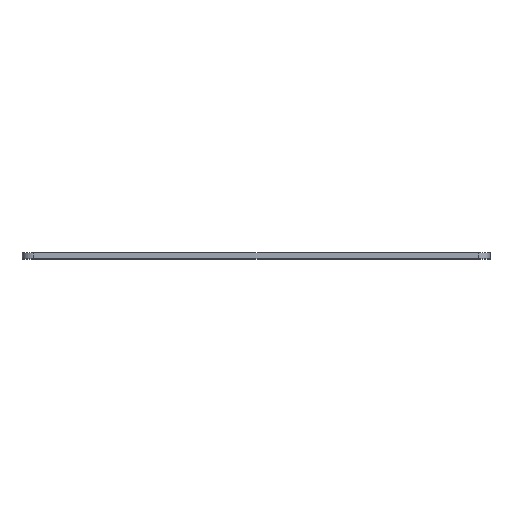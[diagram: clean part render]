
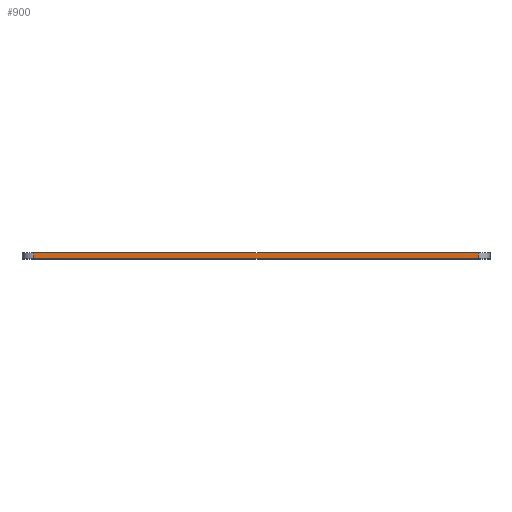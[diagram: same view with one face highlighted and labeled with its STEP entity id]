
A CAD part, top view. The second image highlights one B-rep face of the part: STEP entity #900.
In plain terms, the highlighted planar face has unit normal (0, 0, 1).
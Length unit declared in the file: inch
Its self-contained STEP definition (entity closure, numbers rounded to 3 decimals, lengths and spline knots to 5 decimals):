
#74=PLANE('',#1004);
#116=FACE_OUTER_BOUND('',#178,.T.);
#178=EDGE_LOOP('',(#793,#794,#795,#796));
#272=LINE('',#1471,#352);
#277=LINE('',#1486,#357);
#278=LINE('',#1490,#358);
#279=LINE('',#1492,#359);
#352=VECTOR('',#1222,0.3937);
#357=VECTOR('',#1239,0.3937);
#358=VECTOR('',#1244,0.3937);
#359=VECTOR('',#1247,0.3937);
#474=VERTEX_POINT('',#1468);
#475=VERTEX_POINT('',#1470);
#479=VERTEX_POINT('',#1484);
#480=VERTEX_POINT('',#1488);
#588=EDGE_CURVE('',#475,#474,#272,.T.);
#596=EDGE_CURVE('',#479,#474,#277,.T.);
#598=EDGE_CURVE('',#475,#480,#278,.T.);
#599=EDGE_CURVE('',#480,#479,#279,.T.);
#793=ORIENTED_EDGE('',*,*,#596,.F.);
#794=ORIENTED_EDGE('',*,*,#599,.F.);
#795=ORIENTED_EDGE('',*,*,#598,.F.);
#796=ORIENTED_EDGE('',*,*,#588,.T.);
#900=ADVANCED_FACE('',(#116),#74,.T.);
#1004=AXIS2_PLACEMENT_3D('',#1491,#1245,#1246);
#1222=DIRECTION('',(1.,0.,0.));
#1239=DIRECTION('',(0.,-1.,0.));
#1244=DIRECTION('',(0.,1.,0.));
#1245=DIRECTION('center_axis',(0.,0.,1.));
#1246=DIRECTION('ref_axis',(1.,0.,0.));
#1247=DIRECTION('',(1.,0.,0.));
#1468=CARTESIAN_POINT('',(9.75,0.,0.));
#1470=CARTESIAN_POINT('',(0.25,0.,0.));
#1471=CARTESIAN_POINT('',(0.,0.,0.));
#1484=CARTESIAN_POINT('',(9.75,0.125,0.));
#1486=CARTESIAN_POINT('',(9.75,0.,0.));
#1488=CARTESIAN_POINT('',(0.25,0.125,0.));
#1490=CARTESIAN_POINT('',(0.25,0.,0.));
#1491=CARTESIAN_POINT('Origin',(0.,0.,0.));
#1492=CARTESIAN_POINT('',(0.,0.125,0.));
